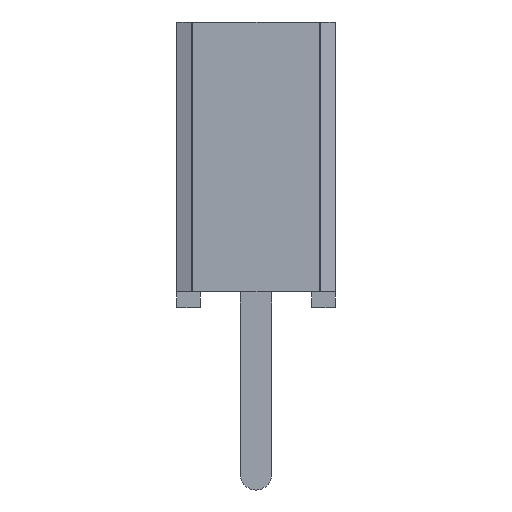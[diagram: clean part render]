
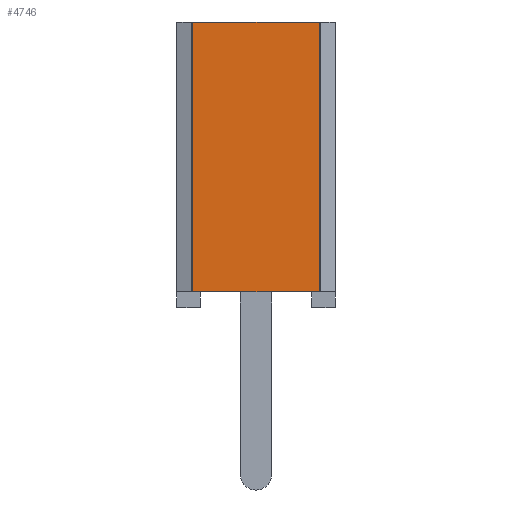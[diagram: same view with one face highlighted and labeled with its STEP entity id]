
A CAD part, left-side view. The second image highlights one B-rep face of the part: STEP entity #4746.
In plain terms, the highlighted planar face has unit normal (-1, 0, 0).
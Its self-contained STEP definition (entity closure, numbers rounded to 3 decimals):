
#4746 = ADVANCED_FACE('',(#4747),#4781,.F.);
#4747 = FACE_BOUND('',#4748,.T.);
#4748 = EDGE_LOOP('',(#4749,#4759,#4767,#4775));
#4749 = ORIENTED_EDGE('',*,*,#4750,.T.);
#4750 = EDGE_CURVE('',#4751,#4753,#4755,.T.);
#4751 = VERTEX_POINT('',#4752);
#4752 = CARTESIAN_POINT('',(-13.449,1.026,4.572));
#4753 = VERTEX_POINT('',#4754);
#4754 = CARTESIAN_POINT('',(-13.449,1.026,0.254));
#4755 = LINE('',#4756,#4757);
#4756 = CARTESIAN_POINT('',(-13.449,1.026,4.572));
#4757 = VECTOR('',#4758,1.);
#4758 = DIRECTION('',(0.,0.,-1.));
#4759 = ORIENTED_EDGE('',*,*,#4760,.T.);
#4760 = EDGE_CURVE('',#4753,#4761,#4763,.T.);
#4761 = VERTEX_POINT('',#4762);
#4762 = CARTESIAN_POINT('',(-13.449,-1.026,0.254));
#4763 = LINE('',#4764,#4765);
#4764 = CARTESIAN_POINT('',(-13.449,0.889,0.254));
#4765 = VECTOR('',#4766,1.);
#4766 = DIRECTION('',(0.,-1.,0.));
#4767 = ORIENTED_EDGE('',*,*,#4768,.T.);
#4768 = EDGE_CURVE('',#4761,#4769,#4771,.T.);
#4769 = VERTEX_POINT('',#4770);
#4770 = CARTESIAN_POINT('',(-13.449,-1.026,4.572));
#4771 = LINE('',#4772,#4773);
#4772 = CARTESIAN_POINT('',(-13.449,-1.026,4.572));
#4773 = VECTOR('',#4774,1.);
#4774 = DIRECTION('',(0.,0.,1.));
#4775 = ORIENTED_EDGE('',*,*,#4776,.F.);
#4776 = EDGE_CURVE('',#4751,#4769,#4777,.T.);
#4777 = LINE('',#4778,#4779);
#4778 = CARTESIAN_POINT('',(-13.449,1.27,4.572));
#4779 = VECTOR('',#4780,1.);
#4780 = DIRECTION('',(0.,-1.,0.));
#4781 = PLANE('',#4782);
#4782 = AXIS2_PLACEMENT_3D('',#4783,#4784,#4785);
#4783 = CARTESIAN_POINT('',(-13.449,1.27,4.572));
#4784 = DIRECTION('',(1.,0.,0.));
#4785 = DIRECTION('',(0.,1.,0.));
